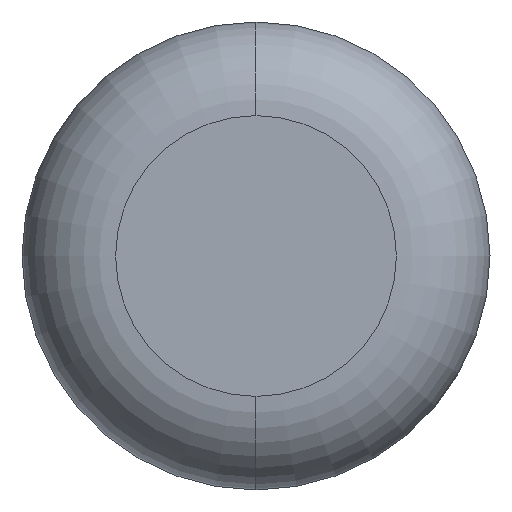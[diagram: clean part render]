
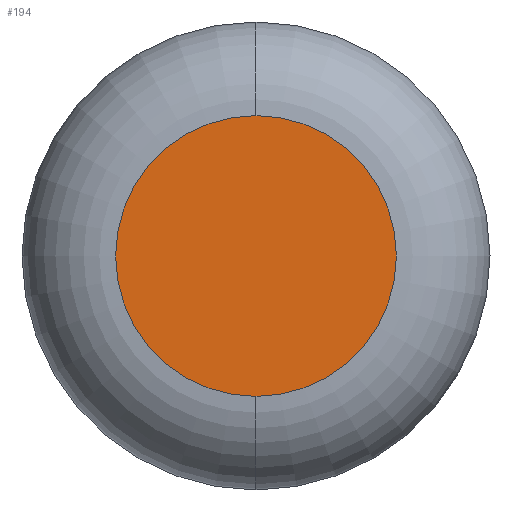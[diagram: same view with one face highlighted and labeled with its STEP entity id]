
A CAD part, front view. The second image highlights one B-rep face of the part: STEP entity #194.
In plain terms, the highlighted planar face has unit normal (0, -1, 0).
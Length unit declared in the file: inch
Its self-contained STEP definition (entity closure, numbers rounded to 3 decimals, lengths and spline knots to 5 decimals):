
#16 = CARTESIAN_POINT ( 'NONE',  ( 0., 0., 0. ) ) ;
#33 = ORIENTED_EDGE ( 'NONE', *, *, #313, .T. ) ;
#59 = DIRECTION ( 'NONE',  ( 0., -1., 0. ) ) ;
#77 = EDGE_LOOP ( 'NONE', ( #33, #421 ) ) ;
#95 = AXIS2_PLACEMENT_3D ( 'NONE', #536, #424, #426 ) ;
#194 = ADVANCED_FACE ( 'NONE', ( #334 ), #501, .T. ) ;
#215 = AXIS2_PLACEMENT_3D ( 'NONE', #352, #59, #260 ) ;
#233 = DIRECTION ( 'NONE',  ( 0., -1., 0. ) ) ;
#260 = DIRECTION ( 'NONE',  ( 0., 0., -1. ) ) ;
#268 = CARTESIAN_POINT ( 'NONE',  ( 0., 0., -0.1875 ) ) ;
#295 = CIRCLE ( 'NONE', #95, 0.1875 ) ;
#313 = EDGE_CURVE ( 'NONE', #542, #465, #492, .T. ) ;
#334 = FACE_OUTER_BOUND ( 'NONE', #77, .T. ) ;
#352 = CARTESIAN_POINT ( 'NONE',  ( 0., 0., 0. ) ) ;
#421 = ORIENTED_EDGE ( 'NONE', *, *, #430, .T. ) ;
#424 = DIRECTION ( 'NONE',  ( 0., -1., 0. ) ) ;
#426 = DIRECTION ( 'NONE',  ( 0., 0., -1. ) ) ;
#430 = EDGE_CURVE ( 'NONE', #465, #542, #295, .T. ) ;
#465 = VERTEX_POINT ( 'NONE', #540 ) ;
#483 = DIRECTION ( 'NONE',  ( 0., 0., -1. ) ) ;
#492 = CIRCLE ( 'NONE', #529, 0.1875 ) ;
#501 = PLANE ( 'NONE',  #215 ) ;
#529 = AXIS2_PLACEMENT_3D ( 'NONE', #16, #233, #483 ) ;
#536 = CARTESIAN_POINT ( 'NONE',  ( 0., 0., 0. ) ) ;
#540 = CARTESIAN_POINT ( 'NONE',  ( 0., 0., 0.1875 ) ) ;
#542 = VERTEX_POINT ( 'NONE', #268 ) ;
